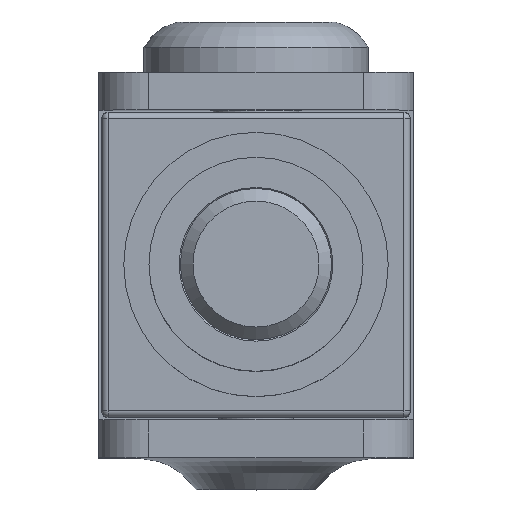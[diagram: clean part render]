
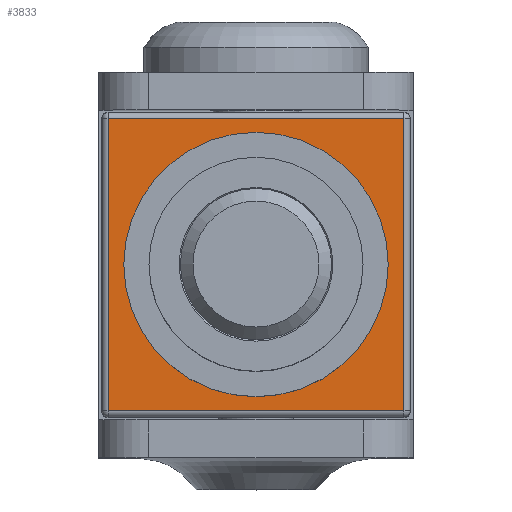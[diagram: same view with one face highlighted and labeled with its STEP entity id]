
A CAD part, top view. The second image highlights one B-rep face of the part: STEP entity #3833.
In plain terms, the highlighted planar face has unit normal (0, 0, 1).
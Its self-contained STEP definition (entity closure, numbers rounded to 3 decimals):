
#378 = EDGE_CURVE ( 'NONE', #10767, #6293, #11778, .T. ) ;
#564 = ORIENTED_EDGE ( 'NONE', *, *, #378, .T. ) ;
#2052 = CARTESIAN_POINT ( 'NONE',  ( -12.25, 11.6, 11.4 ) ) ;
#2107 = DIRECTION ( 'NONE',  ( -1., 0., 0. ) ) ;
#2621 = CARTESIAN_POINT ( 'NONE',  ( -12.25, -11.6, 11.4 ) ) ;
#2635 = VECTOR ( 'NONE', #9226, 1000. ) ;
#3420 = CARTESIAN_POINT ( 'NONE',  ( -11.75, 12.1, 11.4 ) ) ;
#3426 = CARTESIAN_POINT ( 'NONE',  ( -11.75, 11.6, 11.4 ) ) ;
#3717 = ORIENTED_EDGE ( 'NONE', *, *, #10625, .T. ) ;
#3833 = ADVANCED_FACE ( 'NONE', ( #14302, #12828 ), #13854, .F. ) ;
#4625 = CIRCLE ( 'NONE', #8701, 6.65 ) ;
#5022 = DIRECTION ( 'NONE',  ( 1., 0., 0. ) ) ;
#5835 = VECTOR ( 'NONE', #2107, 1000. ) ;
#5867 = DIRECTION ( 'NONE',  ( -1., 0., 0. ) ) ;
#5895 = ORIENTED_EDGE ( 'NONE', *, *, #9674, .F. ) ;
#6293 = VERTEX_POINT ( 'NONE', #3426 ) ;
#8111 = VECTOR ( 'NONE', #5022, 1000. ) ;
#8686 = CARTESIAN_POINT ( 'NONE',  ( 11.75, -11.6, 11.4 ) ) ;
#8701 = AXIS2_PLACEMENT_3D ( 'NONE', #9431, #10592, #5867 ) ;
#8775 = CARTESIAN_POINT ( 'NONE',  ( 11.75, 11.6, 11.4 ) ) ;
#9220 = DIRECTION ( 'NONE',  ( -1., 0., 0. ) ) ;
#9226 = DIRECTION ( 'NONE',  ( 0., 1., 0. ) ) ;
#9431 = CARTESIAN_POINT ( 'NONE',  ( 0., 0., 11.4 ) ) ;
#9599 = EDGE_CURVE ( 'NONE', #12569, #10767, #13219, .T. ) ;
#9674 = EDGE_CURVE ( 'NONE', #15285, #15285, #4625, .T. ) ;
#9872 = VERTEX_POINT ( 'NONE', #10388 ) ;
#9971 = CARTESIAN_POINT ( 'NONE',  ( -6.65, 0., 11.4 ) ) ;
#10388 = CARTESIAN_POINT ( 'NONE',  ( -11.75, -11.6, 11.4 ) ) ;
#10592 = DIRECTION ( 'NONE',  ( 0., 0., 1. ) ) ;
#10625 = EDGE_CURVE ( 'NONE', #9872, #12569, #14410, .T. ) ;
#10717 = VECTOR ( 'NONE', #13997, 1000. ) ;
#10767 = VERTEX_POINT ( 'NONE', #8775 ) ;
#11108 = EDGE_CURVE ( 'NONE', #6293, #9872, #12544, .T. ) ;
#11778 = LINE ( 'NONE', #2052, #5835 ) ;
#12544 = LINE ( 'NONE', #3420, #10717 ) ;
#12569 = VERTEX_POINT ( 'NONE', #8686 ) ;
#12648 = EDGE_LOOP ( 'NONE', ( #5895 ) ) ;
#12726 = CARTESIAN_POINT ( 'NONE',  ( -12.25, 12.1, 11.4 ) ) ;
#12730 = CARTESIAN_POINT ( 'NONE',  ( 11.75, 12.1, 11.4 ) ) ;
#12828 = FACE_OUTER_BOUND ( 'NONE', #14408, .T. ) ;
#13219 = LINE ( 'NONE', #12730, #2635 ) ;
#13756 = ORIENTED_EDGE ( 'NONE', *, *, #11108, .T. ) ;
#13854 = PLANE ( 'NONE',  #14344 ) ;
#13997 = DIRECTION ( 'NONE',  ( 0., -1., 0. ) ) ;
#14302 = FACE_BOUND ( 'NONE', #12648, .T. ) ;
#14344 = AXIS2_PLACEMENT_3D ( 'NONE', #12726, #15103, #9220 ) ;
#14408 = EDGE_LOOP ( 'NONE', ( #564, #13756, #3717, #14947 ) ) ;
#14410 = LINE ( 'NONE', #2621, #8111 ) ;
#14947 = ORIENTED_EDGE ( 'NONE', *, *, #9599, .T. ) ;
#15103 = DIRECTION ( 'NONE',  ( 0., 0., -1. ) ) ;
#15285 = VERTEX_POINT ( 'NONE', #9971 ) ;
